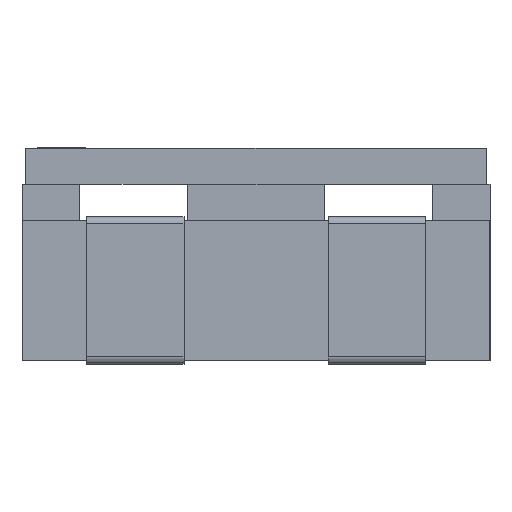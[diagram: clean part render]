
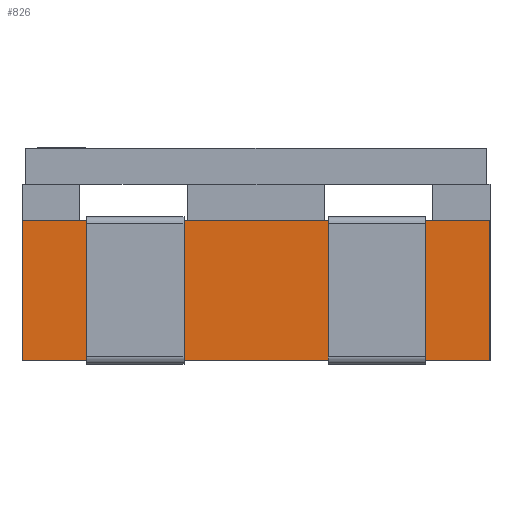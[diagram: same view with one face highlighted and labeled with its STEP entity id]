
A CAD part, left-side view. The second image highlights one B-rep face of the part: STEP entity #826.
In plain terms, the highlighted planar face has unit normal (-1, 0, 0).
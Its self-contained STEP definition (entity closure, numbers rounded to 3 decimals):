
#826 = ADVANCED_FACE ( 'NONE', ( #13577 ), #9155, .F. ) ;
#917 = CARTESIAN_POINT ( 'NONE',  ( -7.4, -6.5, -4.9 ) ) ;
#1530 = CARTESIAN_POINT ( 'NONE',  ( -7.4, 6.5, -1. ) ) ;
#1629 = DIRECTION ( 'NONE',  ( 0., 0., 1. ) ) ;
#4347 = VECTOR ( 'NONE', #1629, 1000. ) ;
#4690 = ORIENTED_EDGE ( 'NONE', *, *, #17270, .F. ) ;
#5227 = CARTESIAN_POINT ( 'NONE',  ( -7.4, 6.5, -4.9 ) ) ;
#5548 = CARTESIAN_POINT ( 'NONE',  ( -7.4, -6.5, -1. ) ) ;
#5821 = VECTOR ( 'NONE', #16339, 1000. ) ;
#6342 = ORIENTED_EDGE ( 'NONE', *, *, #20216, .T. ) ;
#6467 = DIRECTION ( 'NONE',  ( 0., -1., 0. ) ) ;
#7828 = CARTESIAN_POINT ( 'NONE',  ( -7.4, -6.5, -4.9 ) ) ;
#8145 = CARTESIAN_POINT ( 'NONE',  ( -7.4, 6.5, -4.9 ) ) ;
#8849 = DIRECTION ( 'NONE',  ( 1., 0., 0. ) ) ;
#9155 = PLANE ( 'NONE',  #10569 ) ;
#9404 = LINE ( 'NONE', #1530, #19376 ) ;
#9595 = DIRECTION ( 'NONE',  ( 0., -1., 0. ) ) ;
#9900 = VECTOR ( 'NONE', #6467, 1000. ) ;
#10569 = AXIS2_PLACEMENT_3D ( 'NONE', #16702, #8849, #15135 ) ;
#10611 = EDGE_CURVE ( 'NONE', #18733, #16153, #11256, .T. ) ;
#11256 = LINE ( 'NONE', #8145, #9900 ) ;
#12233 = ORIENTED_EDGE ( 'NONE', *, *, #10611, .T. ) ;
#12687 = LINE ( 'NONE', #7828, #4347 ) ;
#13577 = FACE_OUTER_BOUND ( 'NONE', #17372, .T. ) ;
#15135 = DIRECTION ( 'NONE',  ( 0., -1., 0. ) ) ;
#15549 = EDGE_CURVE ( 'NONE', #17849, #16100, #9404, .T. ) ;
#15646 = CARTESIAN_POINT ( 'NONE',  ( -7.4, 6.5, -4.9 ) ) ;
#16100 = VERTEX_POINT ( 'NONE', #5548 ) ;
#16131 = LINE ( 'NONE', #5227, #5821 ) ;
#16153 = VERTEX_POINT ( 'NONE', #917 ) ;
#16339 = DIRECTION ( 'NONE',  ( 0., 0., 1. ) ) ;
#16702 = CARTESIAN_POINT ( 'NONE',  ( -7.4, 6.5, -4.9 ) ) ;
#16943 = ORIENTED_EDGE ( 'NONE', *, *, #15549, .F. ) ;
#17270 = EDGE_CURVE ( 'NONE', #18733, #17849, #16131, .T. ) ;
#17372 = EDGE_LOOP ( 'NONE', ( #16943, #4690, #12233, #6342 ) ) ;
#17849 = VERTEX_POINT ( 'NONE', #18929 ) ;
#18733 = VERTEX_POINT ( 'NONE', #15646 ) ;
#18929 = CARTESIAN_POINT ( 'NONE',  ( -7.4, 6.5, -1. ) ) ;
#19376 = VECTOR ( 'NONE', #9595, 1000. ) ;
#20216 = EDGE_CURVE ( 'NONE', #16153, #16100, #12687, .T. ) ;
